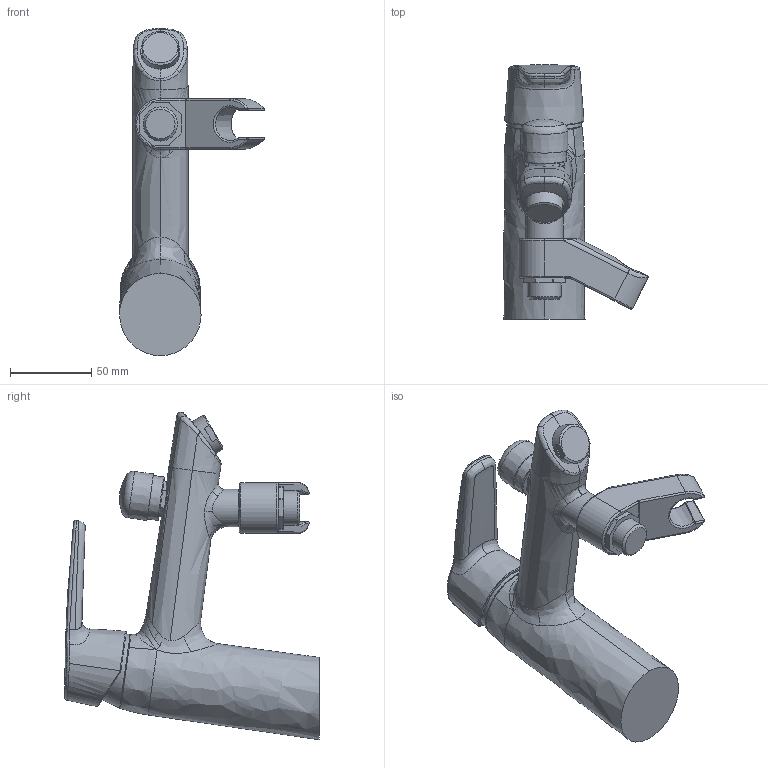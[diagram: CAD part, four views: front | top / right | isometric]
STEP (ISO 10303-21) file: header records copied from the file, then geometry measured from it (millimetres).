
FILE_DESCRIPTION (( 'STEP AP203' ), '1' );
FILE_NAME ('3946F(2016)+52392293.STEP', '2017-03-09T05:51:57', ( '' ), ( '' ), 'SwSTEP 2.0', 'SolidWorks 2016', '' );
FILE_SCHEMA (( 'CONFIG_CONTROL_DESIGN' ));
Length unit declared in the file: millimetre
Products named in the file (1): 3946F(2016)+52392293
Bounding box: 88.91 x 156.11 x 201.11 mm (x, y, z)
Volume: 496526.3 mm3; surface area: 59277.9 mm2
Topology: 1 solids, 1 shells, 189 faces, 487 edges, 305 vertices
Faces by surface type: bspline 91, cylinder 38, plane 37, torus 11, cone 9, sphere 3
Full cylindrical faces by diameter (mm): 20.96 x1, 20.996 x1, 23 x1, 24 x1
Entity records: 23375 total; most frequent: CARTESIAN_POINT 19631, ORIENTED_EDGE 928, EDGE_CURVE 464, DIRECTION 458, VERTEX_POINT 298, B_SPLINE_CURVE_WITH_KNOTS 283, EDGE_LOOP 210, FACE_OUTER_BOUND 196
